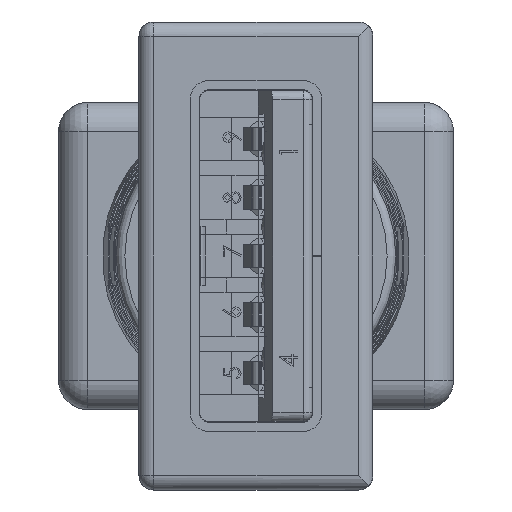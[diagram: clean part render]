
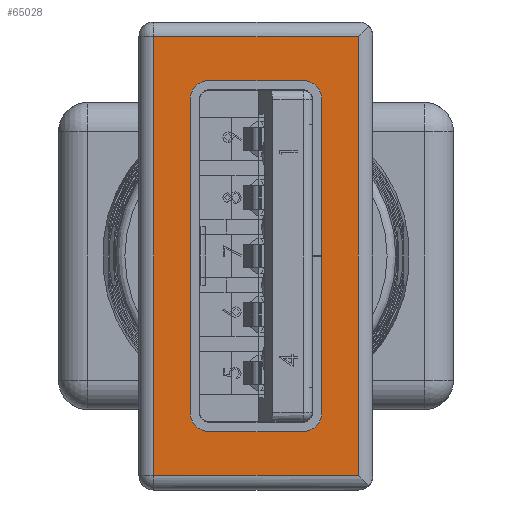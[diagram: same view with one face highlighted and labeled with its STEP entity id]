
A CAD part, left-side view. The second image highlights one B-rep face of the part: STEP entity #65028.
In plain terms, the highlighted face is planar.
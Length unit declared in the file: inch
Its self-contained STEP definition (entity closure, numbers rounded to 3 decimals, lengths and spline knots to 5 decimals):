
#375 = LINE ( 'NONE', #26155, #41394 ) ;
#1593 = VECTOR ( 'NONE', #33589, 39.37008 ) ;
#3436 = DIRECTION ( 'NONE',  ( 0., 0., -1. ) ) ;
#3693 = EDGE_CURVE ( 'NONE', #38581, #15267, #40310, .T. ) ;
#4397 = VERTEX_POINT ( 'NONE', #88994 ) ;
#8173 = ORIENTED_EDGE ( 'NONE', *, *, #3693, .T. ) ;
#8232 = CARTESIAN_POINT ( 'NONE',  ( -0.23622, -0.06339, -0.47244 ) ) ;
#8782 = CARTESIAN_POINT ( 'NONE',  ( 0.29528, 0.15748, -0.47244 ) ) ;
#9664 = VECTOR ( 'NONE', #10036, 39.37008 ) ;
#9747 = CIRCLE ( 'NONE', #85827, 0.0252 ) ;
#10036 = DIRECTION ( 'NONE',  ( -1., 0., 0. ) ) ;
#10796 = EDGE_CURVE ( 'NONE', #69574, #40304, #40560, .T. ) ;
#15105 = AXIS2_PLACEMENT_3D ( 'NONE', #76764, #33060, #84123 ) ;
#15267 = VERTEX_POINT ( 'NONE', #94206 ) ;
#15346 = CARTESIAN_POINT ( 'NONE',  ( 0.21102, -0.06339, -0.47244 ) ) ;
#15520 = CIRCLE ( 'NONE', #15105, 0.0252 ) ;
#15728 = ORIENTED_EDGE ( 'NONE', *, *, #47799, .F. ) ;
#16594 = ORIENTED_EDGE ( 'NONE', *, *, #39490, .F. ) ;
#17120 = EDGE_CURVE ( 'NONE', #17404, #87455, #22028, .T. ) ;
#17404 = VERTEX_POINT ( 'NONE', #77629 ) ;
#17758 = LINE ( 'NONE', #80812, #20046 ) ;
#20046 = VECTOR ( 'NONE', #37080, 39.37008 ) ;
#20809 = CARTESIAN_POINT ( 'NONE',  ( -0.21102, -0.08858, -0.47244 ) ) ;
#22028 = LINE ( 'NONE', #70879, #60932 ) ;
#22140 = VECTOR ( 'NONE', #26849, 39.37008 ) ;
#22702 = DIRECTION ( 'NONE',  ( 1., 0., 0. ) ) ;
#22836 = DIRECTION ( 'NONE',  ( 0., -1., 0. ) ) ;
#23329 = ORIENTED_EDGE ( 'NONE', *, *, #49885, .F. ) ;
#25375 = AXIS2_PLACEMENT_3D ( 'NONE', #90900, #3436, #54474 ) ;
#26155 = CARTESIAN_POINT ( 'NONE',  ( 0.31496, -0.1378, -0.47244 ) ) ;
#26849 = DIRECTION ( 'NONE',  ( 0., -1., 0. ) ) ;
#26903 = CARTESIAN_POINT ( 'NONE',  ( -0.21102, 0.06339, -0.47244 ) ) ;
#27106 = DIRECTION ( 'NONE',  ( 0., 1., 0. ) ) ;
#29992 = CARTESIAN_POINT ( 'NONE',  ( 0.21102, 0.08858, -0.47244 ) ) ;
#33060 = DIRECTION ( 'NONE',  ( 0., 0., 1. ) ) ;
#33589 = DIRECTION ( 'NONE',  ( -1., 0., 0. ) ) ;
#34262 = DIRECTION ( 'NONE',  ( -1., 0., 0. ) ) ;
#35373 = VERTEX_POINT ( 'NONE', #20809 ) ;
#36036 = EDGE_CURVE ( 'NONE', #87455, #46990, #15520, .T. ) ;
#37080 = DIRECTION ( 'NONE',  ( 1., 0., 0. ) ) ;
#38581 = VERTEX_POINT ( 'NONE', #69036 ) ;
#39490 = EDGE_CURVE ( 'NONE', #40304, #4397, #54769, .T. ) ;
#40277 = DIRECTION ( 'NONE',  ( 0., 0., 1. ) ) ;
#40304 = VERTEX_POINT ( 'NONE', #56821 ) ;
#40310 = LINE ( 'NONE', #70024, #1593 ) ;
#40489 = DIRECTION ( 'NONE',  ( 1., 0., 0. ) ) ;
#40560 = CIRCLE ( 'NONE', #62195, 0.0252 ) ;
#41394 = VECTOR ( 'NONE', #40489, 39.37008 ) ;
#45820 = CARTESIAN_POINT ( 'NONE',  ( 0.23622, 0.06339, -0.47244 ) ) ;
#46990 = VERTEX_POINT ( 'NONE', #29992 ) ;
#47799 = EDGE_CURVE ( 'NONE', #4397, #35373, #74082, .T. ) ;
#48591 = CARTESIAN_POINT ( 'NONE',  ( -0.29528, -0.15748, -0.47244 ) ) ;
#49885 = EDGE_CURVE ( 'NONE', #81999, #17404, #9747, .T. ) ;
#50169 = FACE_BOUND ( 'NONE', #86695, .T. ) ;
#50526 = ORIENTED_EDGE ( 'NONE', *, *, #68643, .F. ) ;
#51925 = ORIENTED_EDGE ( 'NONE', *, *, #36036, .F. ) ;
#52495 = DIRECTION ( 'NONE',  ( 0., 1., 0. ) ) ;
#54474 = DIRECTION ( 'NONE',  ( -1., 0., 0. ) ) ;
#54769 = LINE ( 'NONE', #8232, #71966 ) ;
#54804 = EDGE_CURVE ( 'NONE', #70992, #83814, #375, .T. ) ;
#56821 = CARTESIAN_POINT ( 'NONE',  ( -0.23622, 0.06339, -0.47244 ) ) ;
#58732 = LINE ( 'NONE', #48591, #22140 ) ;
#59404 = AXIS2_PLACEMENT_3D ( 'NONE', #84054, #40277, #91427 ) ;
#60932 = VECTOR ( 'NONE', #27106, 39.37008 ) ;
#61119 = CARTESIAN_POINT ( 'NONE',  ( -0.21102, 0.08858, -0.47244 ) ) ;
#61120 = CARTESIAN_POINT ( 'NONE',  ( 0.29528, -0.1378, -0.47244 ) ) ;
#62195 = AXIS2_PLACEMENT_3D ( 'NONE', #26903, #77958, #34262 ) ;
#62552 = EDGE_CURVE ( 'NONE', #46990, #69574, #67955, .T. ) ;
#64223 = CARTESIAN_POINT ( 'NONE',  ( -0.29528, -0.1378, -0.47244 ) ) ;
#64808 = ORIENTED_EDGE ( 'NONE', *, *, #82288, .T. ) ;
#65028 = ADVANCED_FACE ( '?1', ( #50169, #89030 ), #68909, .F. ) ;
#66509 = DIRECTION ( 'NONE',  ( 0., 0., 1. ) ) ;
#67776 = ORIENTED_EDGE ( 'NONE', *, *, #62552, .F. ) ;
#67955 = LINE ( 'NONE', #61119, #9664 ) ;
#68084 = VECTOR ( 'NONE', #52495, 39.37008 ) ;
#68643 = EDGE_CURVE ( 'NONE', #35373, #81999, #17758, .T. ) ;
#68909 = PLANE ( 'NONE',  #25375 ) ;
#69036 = CARTESIAN_POINT ( 'NONE',  ( 0.29528, 0.1378, -0.47244 ) ) ;
#69574 = VERTEX_POINT ( 'NONE', #88632 ) ;
#69696 = ORIENTED_EDGE ( 'NONE', *, *, #17120, .F. ) ;
#70024 = CARTESIAN_POINT ( 'NONE',  ( -0.31496, 0.1378, -0.47244 ) ) ;
#70879 = CARTESIAN_POINT ( 'NONE',  ( 0.23622, -0.06339, -0.47244 ) ) ;
#70992 = VERTEX_POINT ( 'NONE', #64223 ) ;
#71645 = ORIENTED_EDGE ( 'NONE', *, *, #54804, .T. ) ;
#71966 = VECTOR ( 'NONE', #22836, 39.37008 ) ;
#72659 = LINE ( 'NONE', #8782, #68084 ) ;
#72934 = EDGE_CURVE ( 'NONE', #15267, #70992, #58732, .T. ) ;
#74082 = CIRCLE ( 'NONE', #59404, 0.0252 ) ;
#76764 = CARTESIAN_POINT ( 'NONE',  ( 0.21102, 0.06339, -0.47244 ) ) ;
#77629 = CARTESIAN_POINT ( 'NONE',  ( 0.23622, -0.06339, -0.47244 ) ) ;
#77958 = DIRECTION ( 'NONE',  ( 0., 0., 1. ) ) ;
#79391 = ORIENTED_EDGE ( 'NONE', *, *, #72934, .T. ) ;
#80812 = CARTESIAN_POINT ( 'NONE',  ( -0.21102, -0.08858, -0.47244 ) ) ;
#81999 = VERTEX_POINT ( 'NONE', #86701 ) ;
#82288 = EDGE_CURVE ( 'NONE', #83814, #38581, #72659, .T. ) ;
#82835 = ORIENTED_EDGE ( 'NONE', *, *, #10796, .F. ) ;
#83814 = VERTEX_POINT ( 'NONE', #61120 ) ;
#84054 = CARTESIAN_POINT ( 'NONE',  ( -0.21102, -0.06339, -0.47244 ) ) ;
#84123 = DIRECTION ( 'NONE',  ( -1., 0., 0. ) ) ;
#85827 = AXIS2_PLACEMENT_3D ( 'NONE', #15346, #66509, #22702 ) ;
#86662 = EDGE_LOOP ( 'NONE', ( #79391, #71645, #64808, #8173 ) ) ;
#86695 = EDGE_LOOP ( 'NONE', ( #67776, #51925, #69696, #23329, #50526, #15728, #16594, #82835 ) ) ;
#86701 = CARTESIAN_POINT ( 'NONE',  ( 0.21102, -0.08858, -0.47244 ) ) ;
#87455 = VERTEX_POINT ( 'NONE', #45820 ) ;
#88632 = CARTESIAN_POINT ( 'NONE',  ( -0.21102, 0.08858, -0.47244 ) ) ;
#88994 = CARTESIAN_POINT ( 'NONE',  ( -0.23622, -0.06339, -0.47244 ) ) ;
#89030 = FACE_OUTER_BOUND ( 'NONE', #86662, .T. ) ;
#90900 = CARTESIAN_POINT ( 'NONE',  ( 0.31496, 0.15748, -0.47244 ) ) ;
#91427 = DIRECTION ( 'NONE',  ( -1., 0., 0. ) ) ;
#94206 = CARTESIAN_POINT ( 'NONE',  ( -0.29528, 0.1378, -0.47244 ) ) ;
